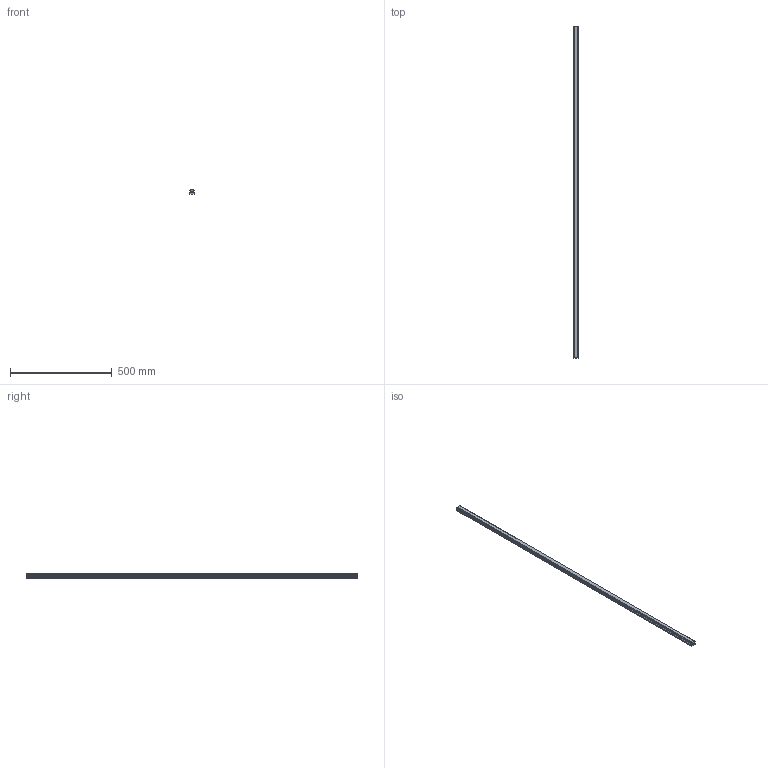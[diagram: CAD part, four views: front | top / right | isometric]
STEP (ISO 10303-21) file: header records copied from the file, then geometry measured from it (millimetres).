
FILE_DESCRIPTION(('STEP AP214'),'1');
FILE_NAME('cctmp_0974B504-FFC4-490C-81D8-C14ABAC599A0_2021_01_25_14_38_20_0090..stp','2021-01-25T13:38:20',('HIWIN GmbH'),('CADClick - www.CADClick.com'),'Spatial InterOp 3D',' ','unknown authorization');
FILE_SCHEMA(('AUTOMOTIVE_DESIGN'));
Length unit declared in the file: millimetre
Products named in the file (1): HGR25T1630C_FILE
Bounding box: 23 x 1630 x 22 mm (x, y, z)
Volume: 704784.4 mm3; surface area: 155094.3 mm2
Topology: 1 solids, 1 shells, 300 faces, 909 edges, 561 vertices
Faces by surface type: plane 170, cylinder 76, cone 54
Entity records: 12315 total; most frequent: DIRECTION 1825, CARTESIAN_POINT 1717, ORIENTED_EDGE 1710, EDGE_CURVE 855, AXIS2_PLACEMENT_3D 669, VERTEX_POINT 561, LINE 487, VECTOR 487
